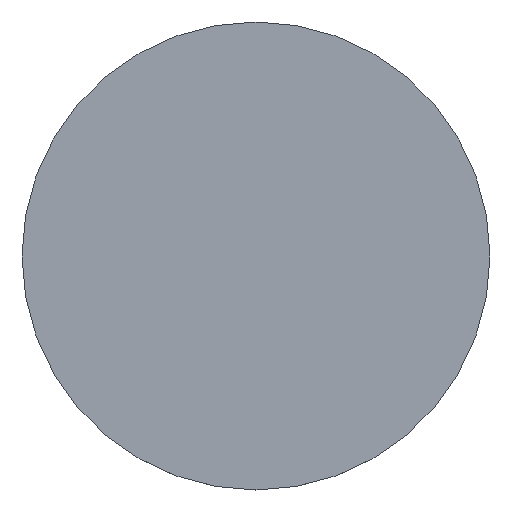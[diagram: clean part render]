
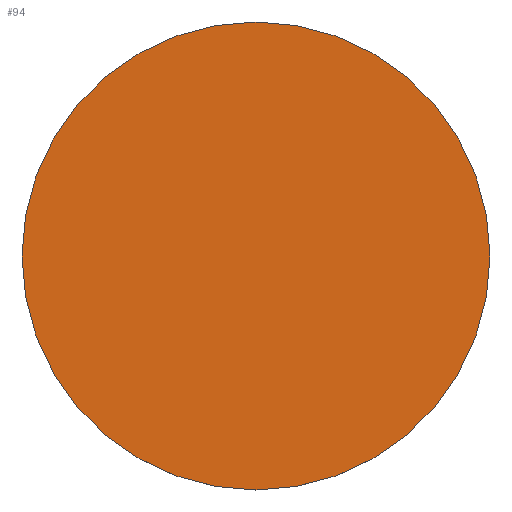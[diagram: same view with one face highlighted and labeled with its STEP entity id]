
A CAD part, top view. The second image highlights one B-rep face of the part: STEP entity #94.
In plain terms, the highlighted planar face has unit normal (0, 0, 1).
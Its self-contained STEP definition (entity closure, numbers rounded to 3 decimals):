
#9 = CARTESIAN_POINT ( 'NONE',  ( -25., 0., 1. ) ) ;
#21 = DIRECTION ( 'NONE',  ( 1., 0., 0. ) ) ;
#36 = DIRECTION ( 'NONE',  ( 0., 0., 1. ) ) ;
#41 = CARTESIAN_POINT ( 'NONE',  ( 0., 0., 1. ) ) ;
#48 = CARTESIAN_POINT ( 'NONE',  ( 25., 0., 1. ) ) ;
#52 = DIRECTION ( 'NONE',  ( 0., 0., 1. ) ) ;
#59 = CARTESIAN_POINT ( 'NONE',  ( 0., 0., 1. ) ) ;
#64 = EDGE_CURVE ( 'NONE', #117, #139, #66, .T. ) ;
#66 = CIRCLE ( 'NONE', #83, 25. ) ;
#72 = EDGE_LOOP ( 'NONE', ( #143, #171 ) ) ;
#83 = AXIS2_PLACEMENT_3D ( 'NONE', #146, #52, #21 ) ;
#94 = ADVANCED_FACE ( 'NONE', ( #131 ), #100, .T. ) ;
#98 = DIRECTION ( 'NONE',  ( 1., 0., 0. ) ) ;
#100 = PLANE ( 'NONE',  #132 ) ;
#113 = DIRECTION ( 'NONE',  ( 1., 0., 0. ) ) ;
#117 = VERTEX_POINT ( 'NONE', #48 ) ;
#121 = DIRECTION ( 'NONE',  ( 0., 0., 1. ) ) ;
#131 = FACE_OUTER_BOUND ( 'NONE', #72, .T. ) ;
#132 = AXIS2_PLACEMENT_3D ( 'NONE', #41, #36, #98 ) ;
#139 = VERTEX_POINT ( 'NONE', #9 ) ;
#143 = ORIENTED_EDGE ( 'NONE', *, *, #169, .T. ) ;
#146 = CARTESIAN_POINT ( 'NONE',  ( 0., 0., 1. ) ) ;
#159 = CIRCLE ( 'NONE', #175, 25. ) ;
#169 = EDGE_CURVE ( 'NONE', #139, #117, #159, .T. ) ;
#171 = ORIENTED_EDGE ( 'NONE', *, *, #64, .T. ) ;
#175 = AXIS2_PLACEMENT_3D ( 'NONE', #59, #121, #113 ) ;
